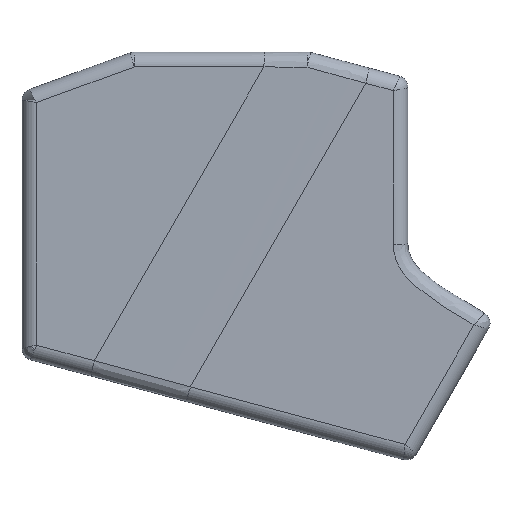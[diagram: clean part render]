
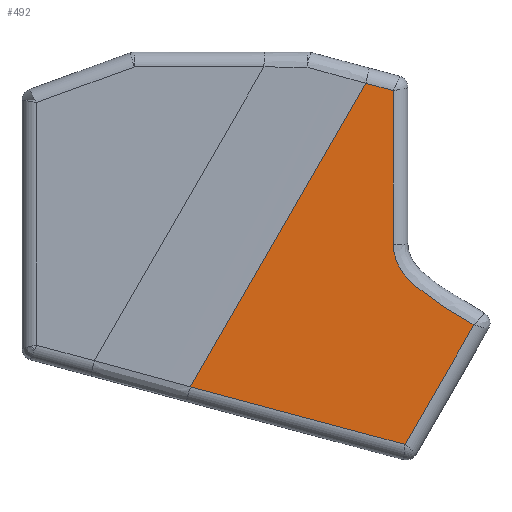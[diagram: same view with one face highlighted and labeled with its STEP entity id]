
A CAD part, top view. The second image highlights one B-rep face of the part: STEP entity #492.
In plain terms, the highlighted planar face has unit normal (0.045, -0.026, 0.999).
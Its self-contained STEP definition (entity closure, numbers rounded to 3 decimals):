
#394=CARTESIAN_POINT('',(-199.029,-479.366,37.192));
#395=DIRECTION('',(0.045,-0.026,0.999));
#396=DIRECTION('',(-0.999,-0.001,0.045));
#397=AXIS2_PLACEMENT_3D('',#394,#395,#396);
#398=PLANE('',#397);
#399=CARTESIAN_POINT('',(-150.289,-492.048,34.648));
#400=VERTEX_POINT('',#399);
#401=CARTESIAN_POINT('',(-172.79,-531.06,34.647));
#402=VERTEX_POINT('',#401);
#403=CARTESIAN_POINT('',(-150.289,-492.048,34.648));
#404=DIRECTION('',(-0.5,-0.866,0.));
#405=VECTOR('',#404,45.036);
#406=LINE('',#403,#405);
#407=EDGE_CURVE('',#400,#402,#406,.T.);
#408=ORIENTED_EDGE('',*,*,#407,.F.);
#409=CARTESIAN_POINT('',(-176.635,-465.753,36.532));
#410=VERTEX_POINT('',#409);
#411=CARTESIAN_POINT('',(-176.635,-465.753,36.532));
#412=CARTESIAN_POINT('',(-176.635,-466.574,36.511));
#413=CARTESIAN_POINT('',(-176.565,-467.382,36.487));
#414=CARTESIAN_POINT('',(-176.431,-468.179,36.46));
#415=CARTESIAN_POINT('',(-176.296,-468.975,36.433));
#416=CARTESIAN_POINT('',(-176.098,-469.761,36.403));
#417=CARTESIAN_POINT('',(-175.836,-470.535,36.371));
#418=CARTESIAN_POINT('',(-175.705,-470.922,36.355));
#419=CARTESIAN_POINT('',(-175.558,-471.305,36.338));
#420=CARTESIAN_POINT('',(-175.398,-471.678,36.321));
#421=CARTESIAN_POINT('',(-175.238,-472.052,36.304));
#422=CARTESIAN_POINT('',(-175.064,-472.418,36.286));
#423=CARTESIAN_POINT('',(-174.877,-472.777,36.269));
#424=CARTESIAN_POINT('',(-174.502,-473.494,36.233));
#425=CARTESIAN_POINT('',(-174.074,-474.183,36.195));
#426=CARTESIAN_POINT('',(-173.603,-474.847,36.156));
#427=CARTESIAN_POINT('',(-173.367,-475.179,36.137));
#428=CARTESIAN_POINT('',(-173.12,-475.506,36.117));
#429=CARTESIAN_POINT('',(-172.865,-475.823,36.097));
#430=CARTESIAN_POINT('',(-172.611,-476.14,36.078));
#431=CARTESIAN_POINT('',(-172.35,-476.45,36.058));
#432=CARTESIAN_POINT('',(-172.081,-476.753,36.037));
#433=CARTESIAN_POINT('',(-171.545,-477.358,35.997));
#434=CARTESIAN_POINT('',(-170.984,-477.938,35.957));
#435=CARTESIAN_POINT('',(-170.403,-478.497,35.916));
#436=CARTESIAN_POINT('',(-169.821,-479.055,35.875));
#437=CARTESIAN_POINT('',(-169.219,-479.592,35.833));
#438=CARTESIAN_POINT('',(-168.602,-480.113,35.792));
#439=CARTESIAN_POINT('',(-167.985,-480.634,35.75));
#440=CARTESIAN_POINT('',(-167.352,-481.139,35.708));
#441=CARTESIAN_POINT('',(-166.707,-481.632,35.666));
#442=CARTESIAN_POINT('',(-166.063,-482.124,35.624));
#443=CARTESIAN_POINT('',(-165.408,-482.604,35.581));
#444=CARTESIAN_POINT('',(-164.746,-483.072,35.539));
#445=CARTESIAN_POINT('',(-164.085,-483.541,35.497));
#446=CARTESIAN_POINT('',(-163.417,-484.001,35.454));
#447=CARTESIAN_POINT('',(-162.745,-484.452,35.412));
#448=CARTESIAN_POINT('',(-161.399,-485.355,35.327));
#449=CARTESIAN_POINT('',(-160.033,-486.227,35.242));
#450=CARTESIAN_POINT('',(-158.654,-487.08,35.157));
#451=CARTESIAN_POINT('',(-157.275,-487.933,35.073));
#452=CARTESIAN_POINT('',(-155.885,-488.768,34.988));
#453=CARTESIAN_POINT('',(-154.489,-489.594,34.903));
#454=CARTESIAN_POINT('',(-153.094,-490.42,34.818));
#455=CARTESIAN_POINT('',(-151.693,-491.236,34.733));
#456=CARTESIAN_POINT('',(-150.289,-492.048,34.648));
#457=B_SPLINE_CURVE_WITH_KNOTS('',3,(#411,#412,#413,#414,#415,#416,#417,#418,#419,#420,#421,#422,#423,#424,#425,#426,#427,#428,#429,#430,#431,#432,#433,#434,#435,#436,
#437,#438,#439,#440,#441,#442,#443,#444,#445,#446,#447,#448,#449,#450,#451,#452,#453,#454,#455,#456),.UNSPECIFIED.,.F.,.F.,(4,3,3,3,3,3,3,3,3,3,3,3,3,3,3,4),(-0.,0.002,0.005,0.006,0.007,0.01,0.011,0.012,0.015,0.017,0.019,0.022,0.024,0.029,0.034,0.039),.UNSPECIFIED.);
#458=EDGE_CURVE('',#410,#400,#457,.T.);
#459=ORIENTED_EDGE('',*,*,#458,.F.);
#460=CARTESIAN_POINT('',(-176.635,-415.635,37.846));
#461=VERTEX_POINT('',#460);
#462=CARTESIAN_POINT('',(-176.635,-415.635,37.846));
#463=DIRECTION('',(0.,-1.,-0.026));
#464=VECTOR('',#463,50.135);
#465=LINE('',#462,#464);
#466=EDGE_CURVE('',#461,#410,#465,.T.);
#467=ORIENTED_EDGE('',*,*,#466,.F.);
#468=CARTESIAN_POINT('',(-185.632,-413.225,38.317));
#469=VERTEX_POINT('',#468);
#470=CARTESIAN_POINT('',(-185.632,-413.225,38.317));
#471=DIRECTION('',(0.965,-0.258,-0.051));
#472=VECTOR('',#471,9.325);
#473=LINE('',#470,#472);
#474=EDGE_CURVE('',#469,#461,#473,.T.);
#475=ORIENTED_EDGE('',*,*,#474,.F.);
#476=CARTESIAN_POINT('',(-242.829,-512.293,38.317));
#477=VERTEX_POINT('',#476);
#478=CARTESIAN_POINT('',(-185.632,-413.225,38.317));
#479=DIRECTION('',(-0.5,-0.866,0.));
#480=VECTOR('',#479,114.394);
#481=LINE('',#478,#480);
#482=EDGE_CURVE('',#469,#477,#481,.T.);
#483=ORIENTED_EDGE('',*,*,#482,.T.);
#484=CARTESIAN_POINT('',(-172.79,-531.06,34.647));
#485=DIRECTION('',(-0.965,0.258,0.051));
#486=VECTOR('',#485,72.602);
#487=LINE('',#484,#486);
#488=EDGE_CURVE('',#402,#477,#487,.T.);
#489=ORIENTED_EDGE('',*,*,#488,.F.);
#490=EDGE_LOOP('',(#408,#459,#467,#475,#483,#489));
#491=FACE_BOUND('',#490,.T.);
#492=ADVANCED_FACE('',(#491),#398,.T.);
